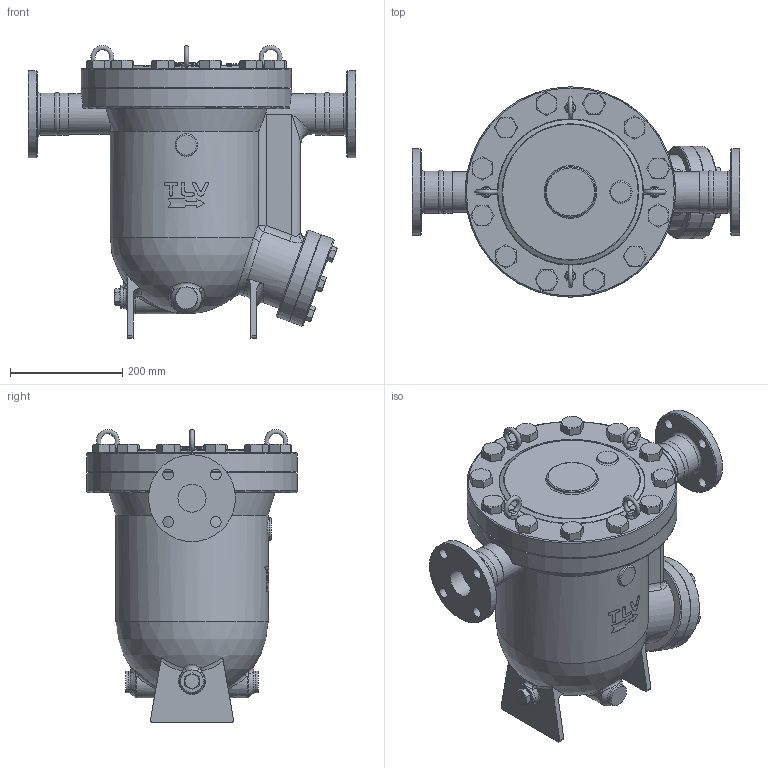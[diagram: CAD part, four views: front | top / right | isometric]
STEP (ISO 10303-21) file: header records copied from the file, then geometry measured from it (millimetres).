
FILE_DESCRIPTION((''),'2;1');
FILE_NAME('jh8rx-050-jis10-00.stp','2010-09-16T13:27:59',('nakaot'),(''),'Autodesk Inventor 2008','Autodesk Inventor 2008','');
FILE_SCHEMA(('AUTOMOTIVE_DESIGN { 1 0 10303 214 1 1 1 1 }'));
Length unit declared in the file: millimetre
Products named in the file (1): jh8rx-050-jis10-00
Bounding box: 584 x 375 x 522.46 mm (x, y, z)
Volume: 32019827.1 mm3; surface area: 1060927.6 mm2
Topology: 1 solids, 7 shells, 554 faces, 1299 edges, 808 vertices
Faces by surface type: plane 225, bspline 127, cone 121, cylinder 59, torus 21, sphere 1
Full cylindrical faces by diameter (mm): 16 x6, 19 x4, 24 x12, 36 x1, 38.672 x1, 40 x2, 50 x1, 72 x2, 75 x3, 90 x1, 105 x1, 155 x1, 165 x2, 286 x1, 375 x2
Entity records: 28416 total; most frequent: CARTESIAN_POINT 17616, ORIENTED_EDGE 2254, DIRECTION 1964, EDGE_CURVE 1127, AXIS2_PLACEMENT_3D 827, EDGE_LOOP 787, VERTEX_POINT 760, FACE_OUTER_BOUND 554
